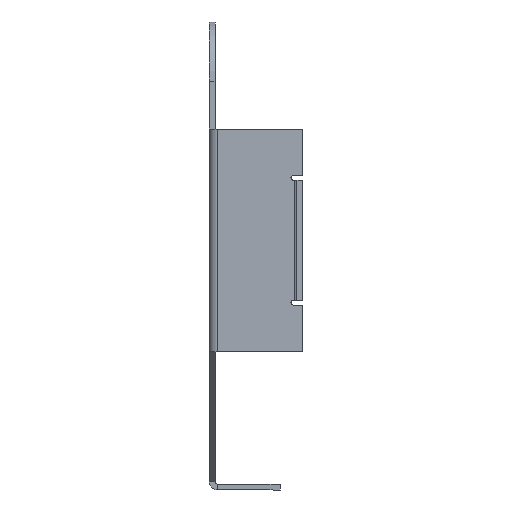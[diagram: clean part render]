
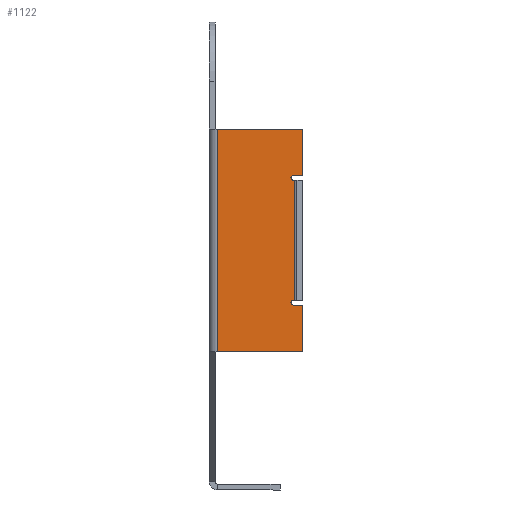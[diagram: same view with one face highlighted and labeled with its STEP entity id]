
A CAD part, left-side view. The second image highlights one B-rep face of the part: STEP entity #1122.
In plain terms, the highlighted planar face has unit normal (-1, 0, 0).
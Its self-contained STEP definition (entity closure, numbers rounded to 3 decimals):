
#7 = ORIENTED_EDGE ( 'NONE', *, *, #973, .F. ) ;
#16 = ORIENTED_EDGE ( 'NONE', *, *, #1966, .F. ) ;
#73 = VECTOR ( 'NONE', #2530, 1000. ) ;
#85 = CARTESIAN_POINT ( 'NONE',  ( -10.555, 0., -4.045 ) ) ;
#86 = AXIS2_PLACEMENT_3D ( 'NONE', #2103, #697, #1844 ) ;
#108 = VECTOR ( 'NONE', #2506, 1000. ) ;
#153 = VECTOR ( 'NONE', #1874, 1000. ) ;
#158 = DIRECTION ( 'NONE',  ( 0., -1., 0. ) ) ;
#162 = PLANE ( 'NONE',  #86 ) ;
#180 = VERTEX_POINT ( 'NONE', #3001 ) ;
#212 = DIRECTION ( 'NONE',  ( -1., 0., 0. ) ) ;
#243 = CARTESIAN_POINT ( 'NONE',  ( -10.555, 0.4, -2.075 ) ) ;
#258 = EDGE_CURVE ( 'NONE', #1424, #821, #1680, .T. ) ;
#278 = AXIS2_PLACEMENT_3D ( 'NONE', #2086, #212, #765 ) ;
#327 = DIRECTION ( 'NONE',  ( 0., -1., 0. ) ) ;
#361 = DIRECTION ( 'NONE',  ( 0., 1., 0. ) ) ;
#381 = VERTEX_POINT ( 'NONE', #2478 ) ;
#448 = ORIENTED_EDGE ( 'NONE', *, *, #2047, .F. ) ;
#451 = EDGE_CURVE ( 'NONE', #180, #3306, #2500, .T. ) ;
#464 = LINE ( 'NONE', #243, #3134 ) ;
#487 = EDGE_CURVE ( 'NONE', #607, #3063, #1454, .T. ) ;
#490 = CARTESIAN_POINT ( 'NONE',  ( -10.555, 0.4, -2.075 ) ) ;
#522 = VERTEX_POINT ( 'NONE', #490 ) ;
#535 = CARTESIAN_POINT ( 'NONE',  ( -10.555, 0., -4.045 ) ) ;
#607 = VERTEX_POINT ( 'NONE', #535 ) ;
#631 = EDGE_CURVE ( 'NONE', #828, #2940, #2681, .T. ) ;
#686 = VERTEX_POINT ( 'NONE', #2782 ) ;
#689 = ORIENTED_EDGE ( 'NONE', *, *, #3122, .F. ) ;
#697 = DIRECTION ( 'NONE',  ( 1., 0., 0. ) ) ;
#700 = AXIS2_PLACEMENT_3D ( 'NONE', #1891, #1928, #2166 ) ;
#759 = ORIENTED_EDGE ( 'NONE', *, *, #258, .F. ) ;
#765 = DIRECTION ( 'NONE',  ( 0., -1., 0. ) ) ;
#812 = VERTEX_POINT ( 'NONE', #2912 ) ;
#821 = VERTEX_POINT ( 'NONE', #1814 ) ;
#828 = VERTEX_POINT ( 'NONE', #3424 ) ;
#858 = CARTESIAN_POINT ( 'NONE',  ( -10.555, 0.4, 3.205 ) ) ;
#886 = EDGE_CURVE ( 'NONE', #812, #522, #2931, .T. ) ;
#962 = EDGE_CURVE ( 'NONE', #381, #812, #1619, .T. ) ;
#973 = EDGE_CURVE ( 'NONE', #686, #607, #2082, .T. ) ;
#1116 = EDGE_CURVE ( 'NONE', #3063, #3309, #2845, .T. ) ;
#1122 = ADVANCED_FACE ( 'NONE', ( #3011 ), #162, .F. ) ;
#1164 = VECTOR ( 'NONE', #1429, 1000. ) ;
#1166 = ORIENTED_EDGE ( 'NONE', *, *, #2328, .F. ) ;
#1176 = CIRCLE ( 'NONE', #278, 0.1 ) ;
#1177 = AXIS2_PLACEMENT_3D ( 'NONE', #1760, #1971, #327 ) ;
#1241 = CARTESIAN_POINT ( 'NONE',  ( -10.555, 0.4, -1.975 ) ) ;
#1424 = VERTEX_POINT ( 'NONE', #3029 ) ;
#1429 = DIRECTION ( 'NONE',  ( 0., -1., 0. ) ) ;
#1449 = ORIENTED_EDGE ( 'NONE', *, *, #631, .F. ) ;
#1454 = LINE ( 'NONE', #85, #3308 ) ;
#1457 = CARTESIAN_POINT ( 'NONE',  ( -10.555, 0., 5.375 ) ) ;
#1498 = DIRECTION ( 'NONE',  ( 0., 0., 1. ) ) ;
#1574 = DIRECTION ( 'NONE',  ( 0., -1., 0. ) ) ;
#1619 = CIRCLE ( 'NONE', #1177, 0.1 ) ;
#1653 = LINE ( 'NONE', #2227, #108 ) ;
#1680 = CIRCLE ( 'NONE', #700, 0.1 ) ;
#1708 = VECTOR ( 'NONE', #3062, 1000. ) ;
#1714 = VECTOR ( 'NONE', #1498, 1000. ) ;
#1735 = EDGE_CURVE ( 'NONE', #3309, #180, #1888, .T. ) ;
#1760 = CARTESIAN_POINT ( 'NONE',  ( -10.555, 0.4, -1.975 ) ) ;
#1813 = ORIENTED_EDGE ( 'NONE', *, *, #451, .F. ) ;
#1814 = CARTESIAN_POINT ( 'NONE',  ( -10.555, 0.5, 3.305 ) ) ;
#1837 = LINE ( 'NONE', #1908, #3452 ) ;
#1844 = DIRECTION ( 'NONE',  ( 0., 1., 0. ) ) ;
#1874 = DIRECTION ( 'NONE',  ( 0., 0., -1. ) ) ;
#1888 = LINE ( 'NONE', #1972, #1708 ) ;
#1891 = CARTESIAN_POINT ( 'NONE',  ( -10.555, 0.4, 3.305 ) ) ;
#1908 = CARTESIAN_POINT ( 'NONE',  ( -10.555, 0.35, -1.875 ) ) ;
#1910 = CARTESIAN_POINT ( 'NONE',  ( -10.555, 0., 3.405 ) ) ;
#1928 = DIRECTION ( 'NONE',  ( -1., 0., 0. ) ) ;
#1966 = EDGE_CURVE ( 'NONE', #522, #686, #464, .T. ) ;
#1971 = DIRECTION ( 'NONE',  ( -1., 0., 0. ) ) ;
#1972 = CARTESIAN_POINT ( 'NONE',  ( -10.555, 3.71, 5.375 ) ) ;
#2047 = EDGE_CURVE ( 'NONE', #3226, #381, #1837, .T. ) ;
#2082 = LINE ( 'NONE', #3391, #73 ) ;
#2086 = CARTESIAN_POINT ( 'NONE',  ( -10.555, 0.4, 3.305 ) ) ;
#2103 = CARTESIAN_POINT ( 'NONE',  ( -10.555, 0., 0. ) ) ;
#2166 = DIRECTION ( 'NONE',  ( 0., -1., 0. ) ) ;
#2177 = CARTESIAN_POINT ( 'NONE',  ( -10.555, 3.61, 5.375 ) ) ;
#2227 = CARTESIAN_POINT ( 'NONE',  ( -10.555, 0., 3.405 ) ) ;
#2255 = CARTESIAN_POINT ( 'NONE',  ( -10.555, 0.35, 3.205 ) ) ;
#2328 = EDGE_CURVE ( 'NONE', #3306, #1424, #1653, .T. ) ;
#2478 = CARTESIAN_POINT ( 'NONE',  ( -10.555, 0.4, -1.875 ) ) ;
#2500 = LINE ( 'NONE', #1457, #3386 ) ;
#2506 = DIRECTION ( 'NONE',  ( 0., 1., 0. ) ) ;
#2519 = LINE ( 'NONE', #3499, #153 ) ;
#2530 = DIRECTION ( 'NONE',  ( 0., 0., -1. ) ) ;
#2621 = CARTESIAN_POINT ( 'NONE',  ( -10.555, 3.61, -4.045 ) ) ;
#2631 = ORIENTED_EDGE ( 'NONE', *, *, #1116, .F. ) ;
#2681 = LINE ( 'NONE', #858, #1164 ) ;
#2692 = CARTESIAN_POINT ( 'NONE',  ( -10.555, 0.35, -1.875 ) ) ;
#2720 = EDGE_CURVE ( 'NONE', #2940, #3226, #2519, .T. ) ;
#2736 = ORIENTED_EDGE ( 'NONE', *, *, #487, .F. ) ;
#2782 = CARTESIAN_POINT ( 'NONE',  ( -10.555, 0., -2.075 ) ) ;
#2845 = LINE ( 'NONE', #3133, #1714 ) ;
#2912 = CARTESIAN_POINT ( 'NONE',  ( -10.555, 0.5, -1.975 ) ) ;
#2931 = CIRCLE ( 'NONE', #3327, 0.1 ) ;
#2934 = ORIENTED_EDGE ( 'NONE', *, *, #2720, .F. ) ;
#2936 = EDGE_LOOP ( 'NONE', ( #1166, #1813, #3479, #2631, #2736, #7, #16, #3387, #3384, #448, #2934, #1449, #689, #759 ) ) ;
#2940 = VERTEX_POINT ( 'NONE', #2255 ) ;
#2954 = DIRECTION ( 'NONE',  ( 0., 1., 0. ) ) ;
#3001 = CARTESIAN_POINT ( 'NONE',  ( -10.555, 0., 5.375 ) ) ;
#3011 = FACE_OUTER_BOUND ( 'NONE', #2936, .T. ) ;
#3029 = CARTESIAN_POINT ( 'NONE',  ( -10.555, 0.4, 3.405 ) ) ;
#3062 = DIRECTION ( 'NONE',  ( 0., -1., 0. ) ) ;
#3063 = VERTEX_POINT ( 'NONE', #2621 ) ;
#3122 = EDGE_CURVE ( 'NONE', #821, #828, #1176, .T. ) ;
#3133 = CARTESIAN_POINT ( 'NONE',  ( -10.555, 3.61, 5.375 ) ) ;
#3134 = VECTOR ( 'NONE', #1574, 1000. ) ;
#3170 = DIRECTION ( 'NONE',  ( -1., 0., 0. ) ) ;
#3226 = VERTEX_POINT ( 'NONE', #2692 ) ;
#3306 = VERTEX_POINT ( 'NONE', #1910 ) ;
#3308 = VECTOR ( 'NONE', #361, 1000. ) ;
#3309 = VERTEX_POINT ( 'NONE', #2177 ) ;
#3327 = AXIS2_PLACEMENT_3D ( 'NONE', #1241, #3170, #158 ) ;
#3384 = ORIENTED_EDGE ( 'NONE', *, *, #962, .F. ) ;
#3386 = VECTOR ( 'NONE', #3440, 1000. ) ;
#3387 = ORIENTED_EDGE ( 'NONE', *, *, #886, .F. ) ;
#3391 = CARTESIAN_POINT ( 'NONE',  ( -10.555, 0., 5.375 ) ) ;
#3424 = CARTESIAN_POINT ( 'NONE',  ( -10.555, 0.4, 3.205 ) ) ;
#3440 = DIRECTION ( 'NONE',  ( 0., 0., -1. ) ) ;
#3452 = VECTOR ( 'NONE', #2954, 1000. ) ;
#3479 = ORIENTED_EDGE ( 'NONE', *, *, #1735, .F. ) ;
#3499 = CARTESIAN_POINT ( 'NONE',  ( -10.555, 0.35, 3.205 ) ) ;
